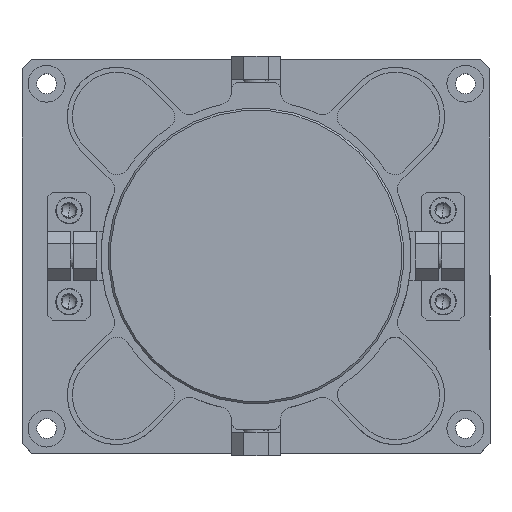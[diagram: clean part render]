
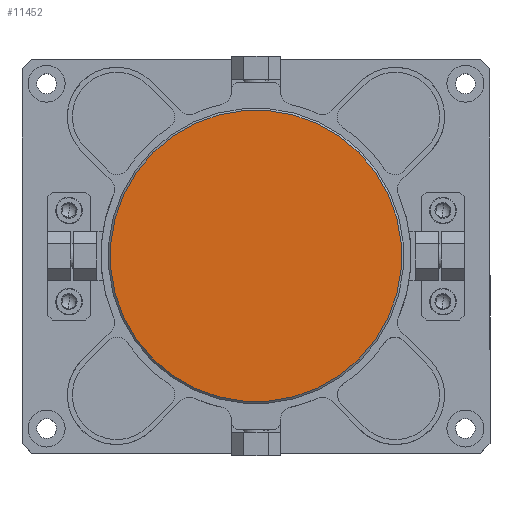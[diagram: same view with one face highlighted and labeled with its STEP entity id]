
A CAD part, top view. The second image highlights one B-rep face of the part: STEP entity #11452.
In plain terms, the highlighted planar face has unit normal (0, 0, 1).
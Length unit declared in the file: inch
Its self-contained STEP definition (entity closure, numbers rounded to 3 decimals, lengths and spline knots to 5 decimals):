
#4028 = CARTESIAN_POINT ( 'NONE',  ( 0., 0., 2.045 ) ) ;
#4030 = DIRECTION ( 'NONE',  ( 0., 0., 1. ) ) ;
#4032 = DIRECTION ( 'NONE',  ( 0.707, -0.707, 0. ) ) ;
#5252 = CARTESIAN_POINT ( 'NONE',  ( 1.04652, -1.04652, 2.045 ) ) ;
#6129 = VERTEX_POINT ( 'NONE', #6799 ) ;
#6799 = CARTESIAN_POINT ( 'NONE',  ( -1.04652, 1.04652, 2.045 ) ) ;
#7942 = AXIS2_PLACEMENT_3D ( 'NONE', #20521, #20528, #20529 ) ;
#11003 = EDGE_CURVE ( 'NONE', #6129, #16912, #15559, .T. ) ;
#11452 = ADVANCED_FACE ( 'NONE', ( #20525 ), #20526, .T. ) ;
#11818 = CIRCLE ( 'NONE', #11910, 1.48 ) ;
#11910 = AXIS2_PLACEMENT_3D ( 'NONE', #4028, #4030, #4032 ) ;
#12855 = EDGE_CURVE ( 'NONE', #16912, #6129, #11818, .T. ) ;
#15559 = CIRCLE ( 'NONE', #15583, 1.48 ) ;
#15583 = AXIS2_PLACEMENT_3D ( 'NONE', #25391, #25392, #25393 ) ;
#16912 = VERTEX_POINT ( 'NONE', #5252 ) ;
#20521 = CARTESIAN_POINT ( 'NONE',  ( 0., 0., 2.045 ) ) ;
#20525 = FACE_OUTER_BOUND ( 'NONE', #23958, .T. ) ;
#20526 = PLANE ( 'NONE',  #7942 ) ;
#20528 = DIRECTION ( 'NONE',  ( 0., 0., 1. ) ) ;
#20529 = DIRECTION ( 'NONE',  ( 0.707, -0.707, 0. ) ) ;
#22410 = ORIENTED_EDGE ( 'NONE', *, *, #11003, .T. ) ;
#22413 = ORIENTED_EDGE ( 'NONE', *, *, #12855, .T. ) ;
#23958 = EDGE_LOOP ( 'NONE', ( #22410, #22413 ) ) ;
#25391 = CARTESIAN_POINT ( 'NONE',  ( 0., 0., 2.045 ) ) ;
#25392 = DIRECTION ( 'NONE',  ( 0., 0., 1. ) ) ;
#25393 = DIRECTION ( 'NONE',  ( 0.707, -0.707, 0. ) ) ;
